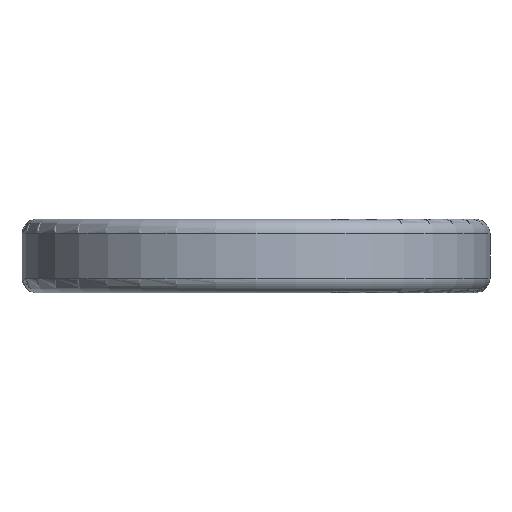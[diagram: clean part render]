
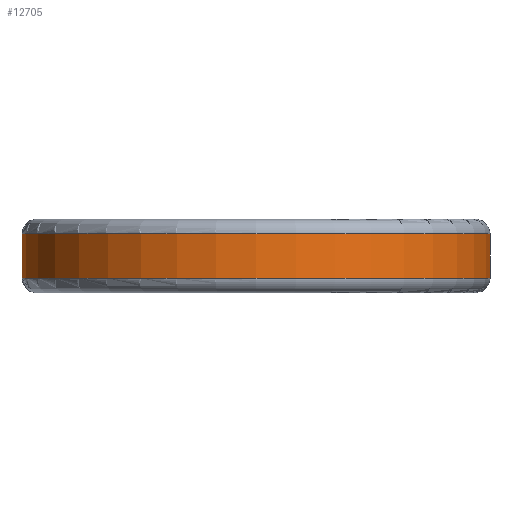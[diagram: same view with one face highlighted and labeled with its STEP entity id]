
A CAD part, front view. The second image highlights one B-rep face of the part: STEP entity #12705.
In plain terms, the highlighted cylindrical face has radius 15.875 mm (diameter 31.75 mm), a partial arc.
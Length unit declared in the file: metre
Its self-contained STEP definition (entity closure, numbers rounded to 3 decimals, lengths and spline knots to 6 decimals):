
#19=CYLINDRICAL_SURFACE('',#13370,0.015875);
#115=LINE('',#17434,#1989);
#116=LINE('',#17453,#1990);
#1989=VECTOR('',#14124,1.);
#1990=VECTOR('',#14125,1.);
#3878=ORIENTED_EDGE('',*,*,#7660,.T.);
#3879=ORIENTED_EDGE('',*,*,#7662,.T.);
#3880=ORIENTED_EDGE('',*,*,#7658,.F.);
#3881=ORIENTED_EDGE('',*,*,#7663,.T.);
#7658=EDGE_CURVE('',#9550,#9551,#115,.T.);
#7660=EDGE_CURVE('',#9553,#9552,#116,.T.);
#7662=EDGE_CURVE('',#9552,#9551,#10719,.T.);
#7663=EDGE_CURVE('',#9550,#9553,#10720,.F.);
#9550=VERTEX_POINT('',#17435);
#9551=VERTEX_POINT('',#17436);
#9552=VERTEX_POINT('',#17452);
#9553=VERTEX_POINT('',#17454);
#10719=CIRCLE('',#13371,0.015875);
#10720=CIRCLE('',#13372,0.015875);
#10731=EDGE_LOOP('',(#3878,#3879,#3880,#3881));
#11399=FACE_BOUND('',#10731,.T.);
#12705=ADVANCED_FACE('',(#11399),#19,.T.);
#13370=AXIS2_PLACEMENT_3D('',#17470,#14126,#14127);
#13371=AXIS2_PLACEMENT_3D('',#17471,#14128,#14129);
#13372=AXIS2_PLACEMENT_3D('',#17472,#14130,#14131);
#14124=DIRECTION('',(0.,0.,-1.));
#14125=DIRECTION('',(0.,0.,-1.));
#14126=DIRECTION('',(0.,0.,-1.));
#14127=DIRECTION('',(-1.,0.,0.));
#14128=DIRECTION('',(0.,0.,1.));
#14129=DIRECTION('',(1.,0.,0.));
#14130=DIRECTION('',(0.,0.,1.));
#14131=DIRECTION('',(1.,0.,0.));
#17434=CARTESIAN_POINT('',(0.006075,0.014667,0.005));
#17435=CARTESIAN_POINT('',(0.006075,0.014667,0.004));
#17436=CARTESIAN_POINT('',(0.006075,0.014667,0.001));
#17452=CARTESIAN_POINT('',(-0.006075,0.014667,0.001));
#17453=CARTESIAN_POINT('',(-0.006075,0.014667,0.005));
#17454=CARTESIAN_POINT('',(-0.006075,0.014667,0.004));
#17470=CARTESIAN_POINT('',(0.,0.,0.005));
#17471=CARTESIAN_POINT('',(0.,0.,0.001));
#17472=CARTESIAN_POINT('',(0.,0.,0.004));
